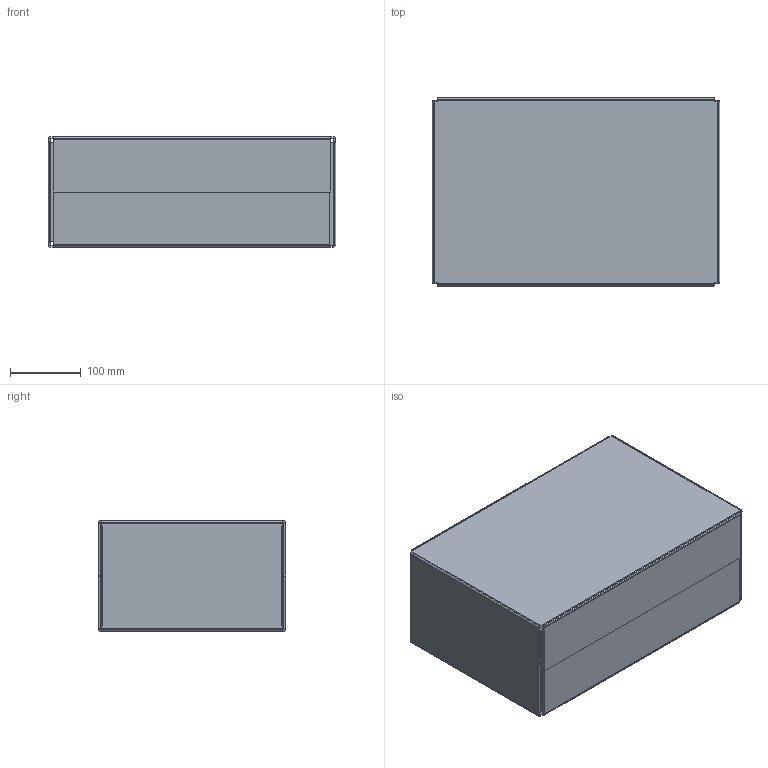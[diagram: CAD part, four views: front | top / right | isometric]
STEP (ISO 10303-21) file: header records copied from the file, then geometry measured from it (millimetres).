
FILE_DESCRIPTION(/* description */ (''),/* implementation_level */ '2;1');
FILE_NAME(/* name */ 'Step_box_resaved_ v1.step',/* time_stamp */ '2018-01-29T13:33:15+01:00',/* author */ ('paulina.lundberg'),/* organization */ (''),/* preprocessor_version */ 'ST-DEVELOPER v16.13',/* originating_system */ 'Autodesk Translation Framework v6.5.0.72',/* authorisation */ '');
FILE_SCHEMA (('AUTOMOTIVE_DESIGN { 1 0 10303 214 3 1 1 }'));
Length unit declared in the file: millimetre
Products named in the file (2): Step_box; DESIGN2
Assembly tree (1 placements, depth 2):
  Step_box
    DESIGN2
Bounding box: 406.02 x 265.02 x 156.02 mm (x, y, z)
Volume: 1367496.1 mm3; surface area: 923376.3 mm2
Topology: 3 solids, 3 shells, 295 faces, 796 edges, 492 vertices
Faces by surface type: plane 203, cylinder 90, bspline 2
Entity records: 9252 total; most frequent: CARTESIAN_POINT 1650, DIRECTION 1598, ORIENTED_EDGE 1592, EDGE_CURVE 796, LINE 574, VECTOR 574, AXIS2_PLACEMENT_3D 512, VERTEX_POINT 492
